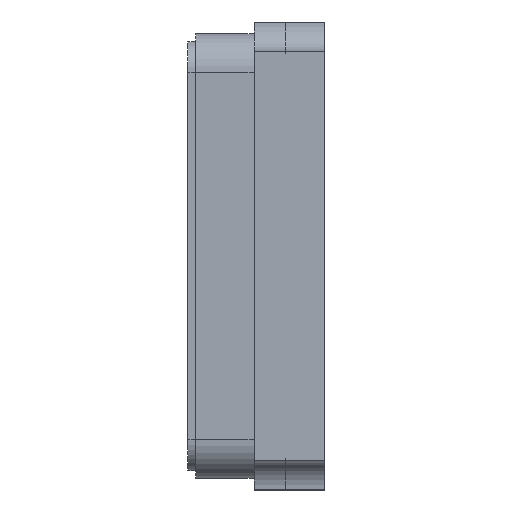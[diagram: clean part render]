
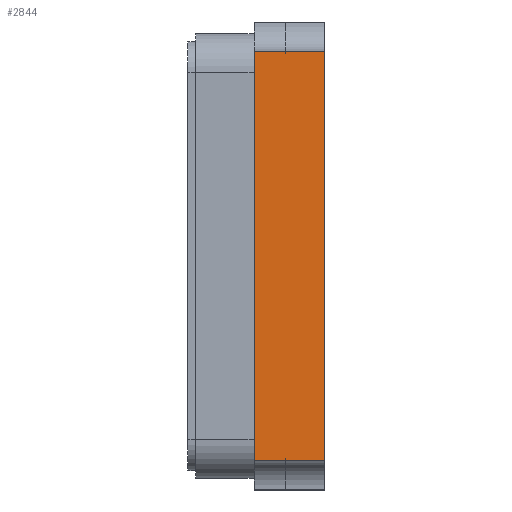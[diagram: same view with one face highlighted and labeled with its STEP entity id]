
A CAD part, left-side view. The second image highlights one B-rep face of the part: STEP entity #2844.
In plain terms, the highlighted planar face has unit normal (-1, 0, 0).
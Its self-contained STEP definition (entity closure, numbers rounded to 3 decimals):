
#28 = VERTEX_POINT ( 'NONE', #991 ) ;
#121 = VECTOR ( 'NONE', #141, 1000. ) ;
#133 = CARTESIAN_POINT ( 'NONE',  ( -0.8, 0.18, 0.6 ) ) ;
#141 = DIRECTION ( 'NONE',  ( 0., 0., 1. ) ) ;
#142 = EDGE_LOOP ( 'NONE', ( #426, #1063, #2666, #1936, #2554, #527 ) ) ;
#156 = FACE_OUTER_BOUND ( 'NONE', #142, .T. ) ;
#181 = LINE ( 'NONE', #980, #2529 ) ;
#210 = VERTEX_POINT ( 'NONE', #647 ) ;
#236 = CARTESIAN_POINT ( 'NONE',  ( -0.8, 0.18, 0.525 ) ) ;
#245 = VERTEX_POINT ( 'NONE', #2923 ) ;
#247 = DIRECTION ( 'NONE',  ( 0., -1., 0. ) ) ;
#269 = DIRECTION ( 'NONE',  ( 0., 0., -1. ) ) ;
#339 = DIRECTION ( 'NONE',  ( 0., 0., 1. ) ) ;
#343 = VECTOR ( 'NONE', #247, 1000. ) ;
#350 = EDGE_CURVE ( 'NONE', #365, #245, #1361, .T. ) ;
#365 = VERTEX_POINT ( 'NONE', #2565 ) ;
#388 = DIRECTION ( 'NONE',  ( 0., -1., 0. ) ) ;
#426 = ORIENTED_EDGE ( 'NONE', *, *, #1261, .F. ) ;
#527 = ORIENTED_EDGE ( 'NONE', *, *, #1329, .T. ) ;
#647 = CARTESIAN_POINT ( 'NONE',  ( -0.8, 0., -0.525 ) ) ;
#700 = LINE ( 'NONE', #133, #121 ) ;
#720 = VERTEX_POINT ( 'NONE', #2578 ) ;
#876 = AXIS2_PLACEMENT_3D ( 'NONE', #2180, #2849, #269 ) ;
#906 = VECTOR ( 'NONE', #339, 1000. ) ;
#940 = LINE ( 'NONE', #1501, #906 ) ;
#980 = CARTESIAN_POINT ( 'NONE',  ( -0.8, 0.18, 0.525 ) ) ;
#991 = CARTESIAN_POINT ( 'NONE',  ( -0.8, 0.18, -0.525 ) ) ;
#1063 = ORIENTED_EDGE ( 'NONE', *, *, #1121, .T. ) ;
#1121 = EDGE_CURVE ( 'NONE', #28, #720, #2196, .T. ) ;
#1261 = EDGE_CURVE ( 'NONE', #28, #2073, #700, .T. ) ;
#1305 = CARTESIAN_POINT ( 'NONE',  ( -0.8, 0.18, 0.525 ) ) ;
#1329 = EDGE_CURVE ( 'NONE', #245, #2073, #181, .T. ) ;
#1361 = LINE ( 'NONE', #236, #1730 ) ;
#1440 = CARTESIAN_POINT ( 'NONE',  ( -0.8, 0.18, -0.525 ) ) ;
#1482 = VECTOR ( 'NONE', #388, 1000. ) ;
#1501 = CARTESIAN_POINT ( 'NONE',  ( -0.8, 0., 0.6 ) ) ;
#1730 = VECTOR ( 'NONE', #2765, 1000. ) ;
#1791 = CARTESIAN_POINT ( 'NONE',  ( -0.8, 0.1, -0.525 ) ) ;
#1936 = ORIENTED_EDGE ( 'NONE', *, *, #2453, .T. ) ;
#2073 = VERTEX_POINT ( 'NONE', #1305 ) ;
#2166 = PLANE ( 'NONE',  #876 ) ;
#2180 = CARTESIAN_POINT ( 'NONE',  ( -0.8, 0.18, 0.6 ) ) ;
#2196 = LINE ( 'NONE', #1440, #343 ) ;
#2453 = EDGE_CURVE ( 'NONE', #210, #365, #940, .T. ) ;
#2529 = VECTOR ( 'NONE', #2584, 1000. ) ;
#2554 = ORIENTED_EDGE ( 'NONE', *, *, #350, .T. ) ;
#2565 = CARTESIAN_POINT ( 'NONE',  ( -0.8, 0., 0.525 ) ) ;
#2578 = CARTESIAN_POINT ( 'NONE',  ( -0.8, 0.1, -0.525 ) ) ;
#2584 = DIRECTION ( 'NONE',  ( 0., 1., 0. ) ) ;
#2666 = ORIENTED_EDGE ( 'NONE', *, *, #2983, .T. ) ;
#2759 = LINE ( 'NONE', #1791, #1482 ) ;
#2765 = DIRECTION ( 'NONE',  ( 0., 1., 0. ) ) ;
#2844 = ADVANCED_FACE ( 'NONE', ( #156 ), #2166, .F. ) ;
#2849 = DIRECTION ( 'NONE',  ( 1., 0., 0. ) ) ;
#2923 = CARTESIAN_POINT ( 'NONE',  ( -0.8, 0.1, 0.525 ) ) ;
#2983 = EDGE_CURVE ( 'NONE', #720, #210, #2759, .T. ) ;
